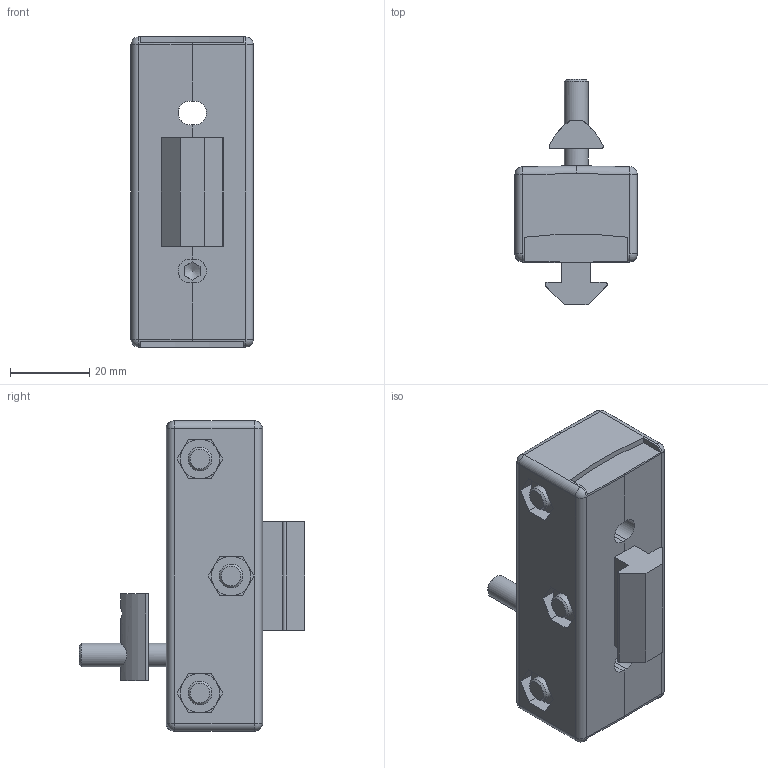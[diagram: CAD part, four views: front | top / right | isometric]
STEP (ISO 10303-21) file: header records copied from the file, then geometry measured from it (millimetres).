
FILE_DESCRIPTION(('STEP AP203'),'1');
FILE_NAME('SAFE08E3621.stp','2023-10-11T09:30:07',(' '),(' '),'Spatial InterOp 3D',' ',' ');
FILE_SCHEMA(('CONFIG_CONTROL_DESIGN'));
Length unit declared in the file: millimetre
Products named in the file (6): Guide porte 8; Ecrou bas hexagonal M6; Vis CHC - M6x25; Écrou 8 St M8; Vis BHC - M6x25; corps
Assembly tree (9 placements, depth 2):
  Guide porte 8
    Ecrou bas hexagonal M6  x3
    Vis CHC - M6x25  x3
    Écrou 8 St M8
    Vis BHC - M6x25
    corps
Bounding box: 31.1 x 57.09 x 78.5 mm (x, y, z)
Volume: 60091.3 mm3; surface area: 19274.1 mm2
Topology: 9 solids, 9 shells, 254 faces, 602 edges, 372 vertices
Faces by surface type: plane 139, cylinder 58, cone 45, sphere 9, torus 3
Full cylindrical faces by diameter (mm): 4 x1, 5 x3, 6 x11, 6.8 x1, 10 x3, 11 x1
Entity records: 6588 total; most frequent: CARTESIAN_POINT 1337, DIRECTION 861, ORIENTED_EDGE 848, EDGE_CURVE 424, AXIS2_PLACEMENT_3D 295, VERTEX_POINT 278, LINE 271, VECTOR 271
